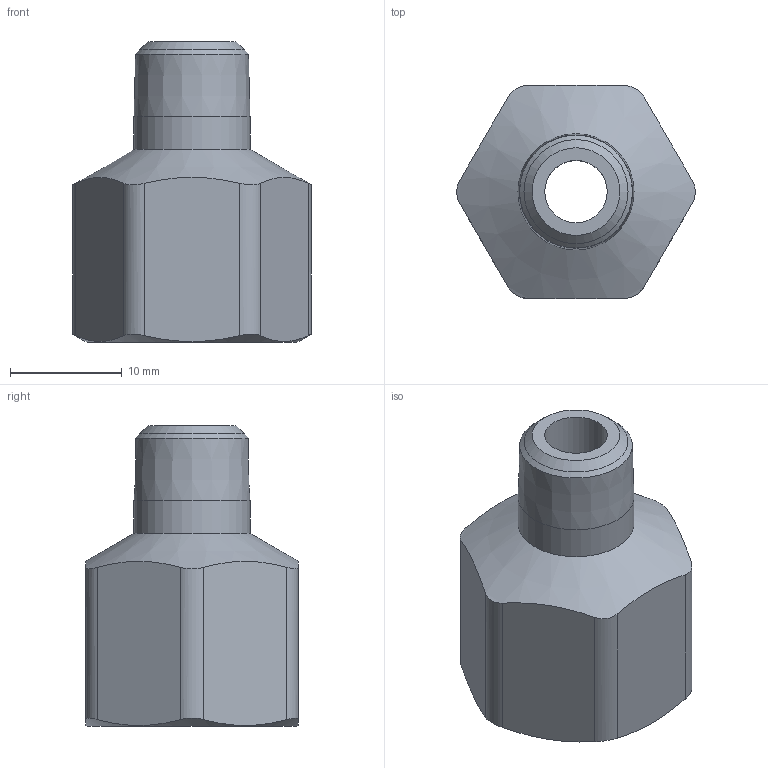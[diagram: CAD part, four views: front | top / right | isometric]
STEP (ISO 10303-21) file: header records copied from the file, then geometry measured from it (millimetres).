
FILE_DESCRIPTION(/* description */ (''),/* implementation_level */ '2;1');
FILE_NAME(/* name */ 'Pneumatics_Adapter_222p-4-2.ipt.step',/* time_stamp */ '2015-01-02T19:27:28-08:00',/* author */ ('Autodesk Inc.'),/* organization */ ('Autodesk Inc.'),/* preprocessor_version */ 'ST-DEVELOPER v15.6',/* originating_system */ 'Autodesk Inventor 2015',/* authorisation */ '');
FILE_SCHEMA (('AUTOMOTIVE_DESIGN { 1 0 10303 214 3 1 1 }'));
Length unit declared in the file: inch
Products named in the file (1): Pneumatics_Adapter_222p-4-2
Bounding box: 21.35 x 19.05 x 26.92 mm (x, y, z)
Volume: 4001.2 mm3; surface area: 3060.7 mm2
Topology: 1 solids, 3 shells, 26 faces, 72 edges, 48 vertices
Faces by surface type: cone 9, cylinder 9, plane 8
Full cylindrical faces by diameter (mm): 5.588 x1, 10.389 x1, 11.199 x1
Entity records: 914 total; most frequent: CARTESIAN_POINT 337, ORIENTED_EDGE 106, DIRECTION 96, EDGE_CURVE 55, VERTEX_POINT 43, AXIS2_PLACEMENT_3D 42, EDGE_LOOP 40, B_SPLINE_CURVE_WITH_KNOTS 28
